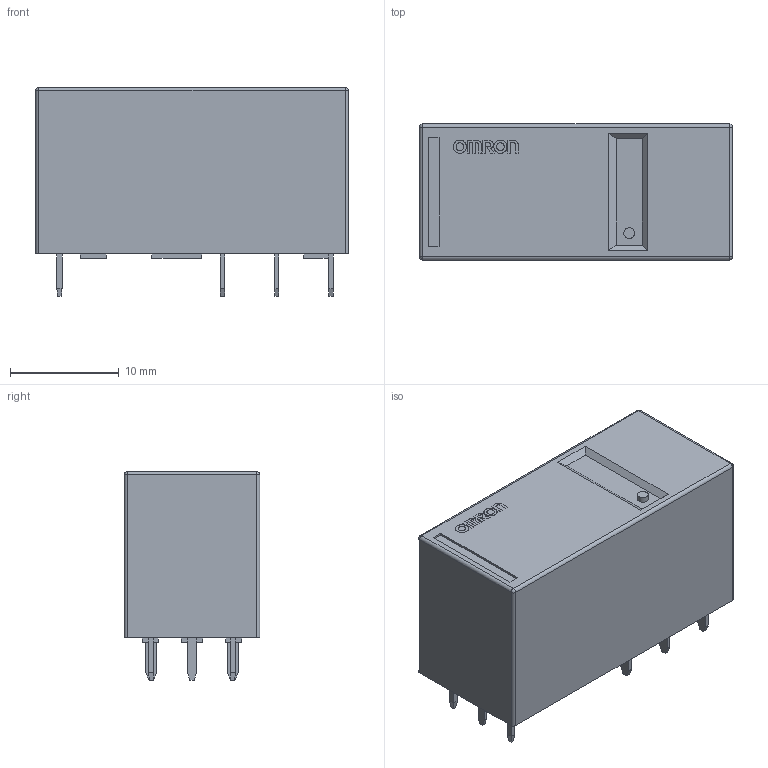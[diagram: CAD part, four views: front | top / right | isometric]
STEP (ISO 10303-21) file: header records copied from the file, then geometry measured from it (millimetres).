
FILE_DESCRIPTION(/* description */ (''),/* implementation_level */ '2;1');
FILE_NAME(/* name */ 'G5RL-K1-E-DC12_.stp',/* time_stamp */ '2020-12-16T10:58:52+02:00',/* author */ ('AbuBakr'),/* organization */ (''),/* preprocessor_version */ 'ST-DEVELOPER v17',/* originating_system */ 'Autodesk Inventor 2019',/* authorisation */ '');
FILE_SCHEMA (('AUTOMOTIVE_DESIGN { 1 0 10303 214 3 1 1 }'));
Products named in the file (5): G5RL-K1-E-DC12_; G5RL-K1-E-DC12; Body; Terminals; Omron Logo Adjustable Logo
Assembly tree (4 placements, depth 3):
  G5RL-K1-E-DC12_
    G5RL-K1-E-DC12
      Body
      Terminals
      Omron Logo Adjustable Logo
Bounding box: 28.8 x 12.5 x 19.2 mm (x, y, z)
Volume: 5509.1 mm3; surface area: 2112.2 mm2
Topology: 16 solids, 16 shells, 198 faces, 459 edges, 300 vertices
Faces by surface type: plane 158, bspline 27, cylinder 9, sphere 4
Full cylindrical faces by diameter (mm): 1 x1
Entity records: 5911 total; most frequent: CARTESIAN_POINT 1317, ORIENTED_EDGE 918, DIRECTION 785, EDGE_CURVE 459, LINE 385, VECTOR 385, VERTEX_POINT 300, EDGE_LOOP 209
